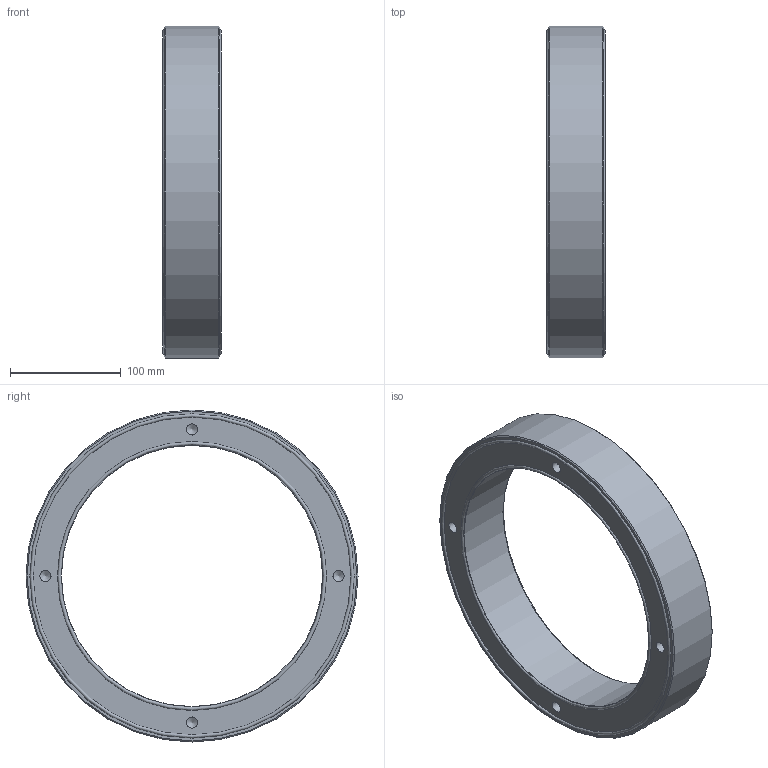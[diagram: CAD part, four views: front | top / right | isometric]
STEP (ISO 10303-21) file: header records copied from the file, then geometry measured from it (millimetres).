
FILE_DESCRIPTION (( 'STEP AP203' ), '1' );
FILE_NAME ('A-300.STEP', '2021-05-12T09:15:12', ( '' ), ( '' ), 'SwSTEP 2.0', 'SolidWorks 2020', '' );
FILE_SCHEMA (( 'CONFIG_CONTROL_DESIGN' ));
Length unit declared in the file: millimetre
Products named in the file (1): A-300
Bounding box: 52.99 x 300 x 300 mm (x, y, z)
Volume: 1342241.2 mm3; surface area: 148680 mm2
Topology: 1 solids, 1 shells, 30 faces, 68 edges, 44 vertices
Faces by surface type: cylinder 10, cone 10, plane 6, torus 4
Full cylindrical faces by diameter (mm): 10.2 x8, 236 x1, 300 x1
Entity records: 685 total; most frequent: DIRECTION 122, CARTESIAN_POINT 91, AXIS2_PLACEMENT_3D 61, EDGE_LOOP 60, ORIENTED_EDGE 60, FACE_OUTER_BOUND 44, CIRCLE 30, ADVANCED_FACE 30
